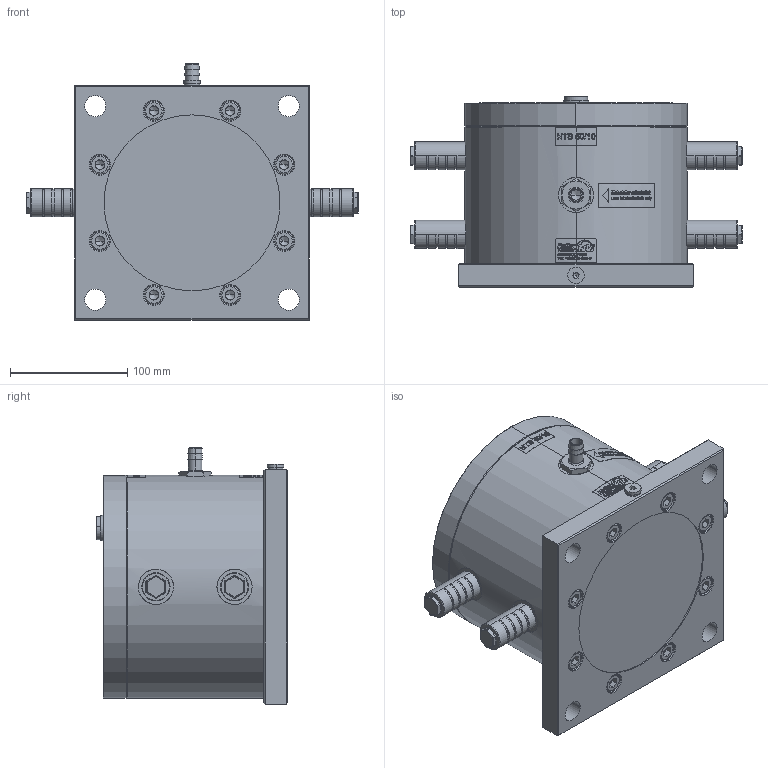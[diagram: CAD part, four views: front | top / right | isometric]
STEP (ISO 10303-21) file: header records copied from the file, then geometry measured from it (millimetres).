
FILE_DESCRIPTION (( 'STEP AP214' ), '1' );
FILE_NAME ('NTS 50-10 Kolbenvibrator #03501000.STEP', '2022-03-17T09:22:50', ( '' ), ( '' ), 'SwSTEP 2.0', 'SolidWorks 2015', '' );
FILE_SCHEMA (( 'AUTOMOTIVE_DESIGN' ));
Length unit declared in the file: millimetre
Products named in the file (1): NTS 50-10 Kolbenvibrator #03501000
Bounding box: 283 x 162.5 x 218.5 mm (x, y, z)
Volume: 4732325.8 mm3; surface area: 390551.5 mm2
Topology: 31 solids, 31 shells, 1345 faces, 3967 edges, 2843 vertices
Faces by surface type: cylinder 542, plane 437, cone 220, torus 114, sphere 32
Entity records: 62957 total; most frequent: CARTESIAN_POINT 25291, ORIENTED_EDGE 7746, DIRECTION 7095, EDGE_CURVE 3873, VERTEX_POINT 2843, AXIS2_PLACEMENT_3D 2820, EDGE_LOOP 1646, CIRCLE 1474
